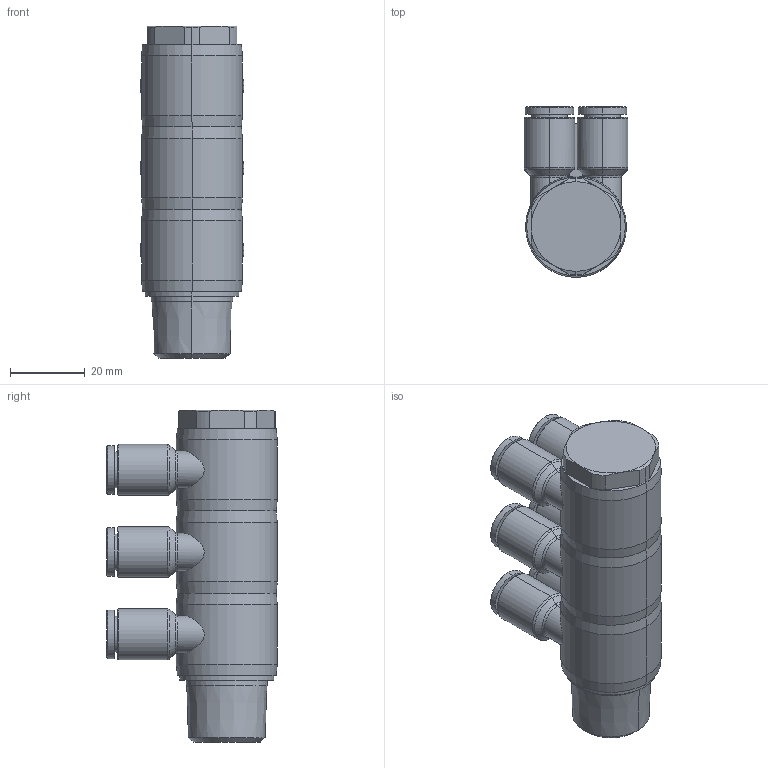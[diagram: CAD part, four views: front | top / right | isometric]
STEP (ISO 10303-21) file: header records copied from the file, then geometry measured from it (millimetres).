
FILE_DESCRIPTION((''),'2;1');
FILE_NAME('GPA_0804(3)(3D).stp','2012-12-17T14:40:11',(''),(''),'Mechanical Desktop.R8.0.24.0','Mechanical Desktop.R8.0.24.0',', , ');
FILE_SCHEMA(('CONFIG_CONTROL_DESIGN'));
Length unit declared in the file: millimetre
Products named in the file (2): GPA_0804(3)(3D); 睡ヶ1
Assembly tree (1 placements, depth 2):
  GPA_0804(3)(3D)
    睡ヶ1
Bounding box: 27.8 x 45.6 x 88.8 mm (x, y, z)
Volume: 45277.8 mm3; surface area: 20625.4 mm2
Topology: 1 solids, 1 shells, 2471 faces, 6928 edges, 4576 vertices
Faces by surface type: plane 2043, bspline 174, cylinder 140, cone 96, torus 18
Entity records: 81420 total; most frequent: CARTESIAN_POINT 17788, ORIENTED_EDGE 13852, DIRECTION 12175, EDGE_CURVE 6926, VECTOR 6113, LINE 6113, VERTEX_POINT 4576, AXIS2_PLACEMENT_3D 3031
